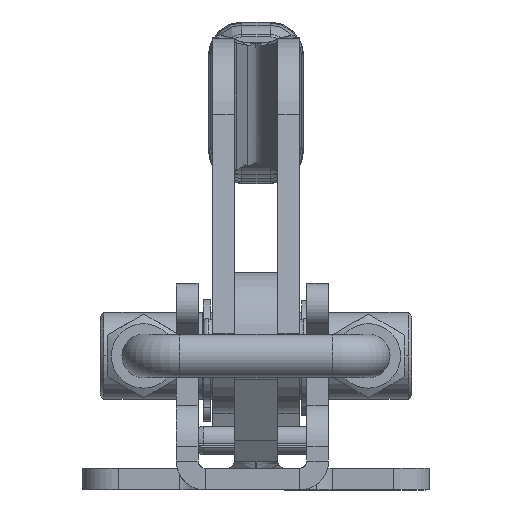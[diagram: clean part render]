
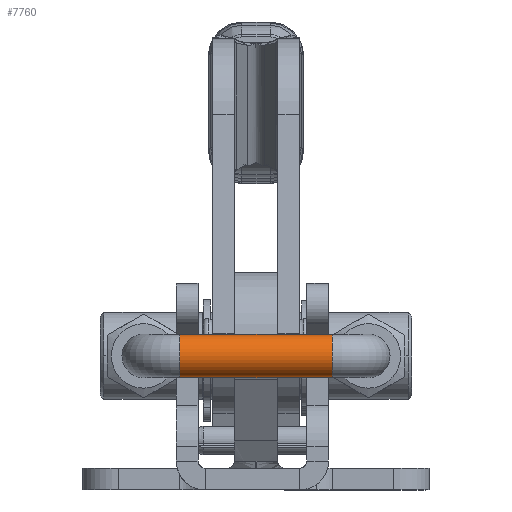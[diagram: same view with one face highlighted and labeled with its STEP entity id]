
A CAD part, left-side view. The second image highlights one B-rep face of the part: STEP entity #7760.
In plain terms, the highlighted cylindrical face has radius 3 mm (diameter 6 mm), a full revolution.
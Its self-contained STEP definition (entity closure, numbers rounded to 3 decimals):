
#420=CYLINDRICAL_SURFACE('',#8772,3.);
#1097=FACE_OUTER_BOUND('',#1597,.T.);
#1597=EDGE_LOOP('',(#6991,#6992,#6993,#6994,#6995,#6996));
#2098=CIRCLE('',#8770,3.);
#2099=CIRCLE('',#8771,3.);
#2100=CIRCLE('',#8773,3.);
#2101=CIRCLE('',#8774,3.);
#2590=LINE('',#15185,#3098);
#3098=VECTOR('',#10954,3.);
#3787=VERTEX_POINT('',#15178);
#3788=VERTEX_POINT('',#15180);
#3789=VERTEX_POINT('',#15184);
#3790=VERTEX_POINT('',#15186);
#4865=EDGE_CURVE('',#3788,#3787,#2098,.T.);
#4866=EDGE_CURVE('',#3787,#3788,#2099,.T.);
#4867=EDGE_CURVE('',#3788,#3789,#2590,.T.);
#4868=EDGE_CURVE('',#3790,#3789,#2100,.T.);
#4869=EDGE_CURVE('',#3789,#3790,#2101,.T.);
#6991=ORIENTED_EDGE('',*,*,#4865,.T.);
#6992=ORIENTED_EDGE('',*,*,#4866,.T.);
#6993=ORIENTED_EDGE('',*,*,#4867,.T.);
#6994=ORIENTED_EDGE('',*,*,#4868,.F.);
#6995=ORIENTED_EDGE('',*,*,#4869,.F.);
#6996=ORIENTED_EDGE('',*,*,#4867,.F.);
#7760=ADVANCED_FACE('',(#1097),#420,.T.);
#8770=AXIS2_PLACEMENT_3D('',#15181,#10948,#10949);
#8771=AXIS2_PLACEMENT_3D('',#15182,#10950,#10951);
#8772=AXIS2_PLACEMENT_3D('',#15183,#10952,#10953);
#8773=AXIS2_PLACEMENT_3D('',#15187,#10955,#10956);
#8774=AXIS2_PLACEMENT_3D('',#15188,#10957,#10958);
#10948=DIRECTION('center_axis',(0.,-1.,0.));
#10949=DIRECTION('ref_axis',(1.,0.,0.));
#10950=DIRECTION('center_axis',(0.,-1.,0.));
#10951=DIRECTION('ref_axis',(1.,0.,0.));
#10952=DIRECTION('center_axis',(0.,1.,0.));
#10953=DIRECTION('ref_axis',(1.,0.,0.));
#10954=DIRECTION('',(0.,-1.,0.));
#10955=DIRECTION('center_axis',(0.,-1.,0.));
#10956=DIRECTION('ref_axis',(1.,0.,0.));
#10957=DIRECTION('center_axis',(0.,-1.,0.));
#10958=DIRECTION('ref_axis',(1.,0.,0.));
#15178=CARTESIAN_POINT('',(-89.85,10.,18.5));
#15180=CARTESIAN_POINT('',(-95.85,10.,18.5));
#15181=CARTESIAN_POINT('Origin',(-92.85,10.,18.5));
#15182=CARTESIAN_POINT('Origin',(-92.85,10.,18.5));
#15183=CARTESIAN_POINT('Origin',(-92.85,-11.,18.5));
#15184=CARTESIAN_POINT('',(-95.85,-11.,18.5));
#15185=CARTESIAN_POINT('',(-95.85,-11.,18.5));
#15186=CARTESIAN_POINT('',(-89.85,-11.,18.5));
#15187=CARTESIAN_POINT('Origin',(-92.85,-11.,18.5));
#15188=CARTESIAN_POINT('Origin',(-92.85,-11.,18.5));
